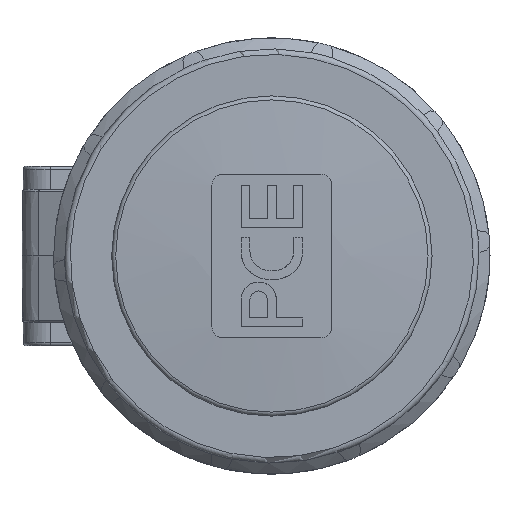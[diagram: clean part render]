
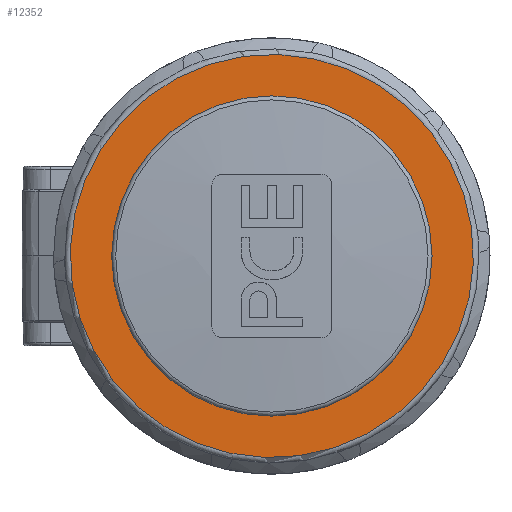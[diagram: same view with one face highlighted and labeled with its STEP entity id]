
A CAD part, left-side view. The second image highlights one B-rep face of the part: STEP entity #12352.
In plain terms, the highlighted planar face has unit normal (-1, 0, 0).
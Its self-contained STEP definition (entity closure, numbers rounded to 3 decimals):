
#663 = CARTESIAN_POINT ( 'NONE',  ( -8.7, 19.342, -30.954 ) ) ;
#795 = CARTESIAN_POINT ( 'NONE',  ( -8.7, -29., 0. ) ) ;
#1139 = FACE_BOUND ( 'NONE', #36589, .T. ) ;
#1359 = CARTESIAN_POINT ( 'NONE',  ( -8.7, 0., 0. ) ) ;
#4527 = DIRECTION ( 'NONE',  ( 0., -1., 0. ) ) ;
#4937 = DIRECTION ( 'NONE',  ( -1., 0., 0. ) ) ;
#10589 = VERTEX_POINT ( 'NONE', #795 ) ;
#11085 = PLANE ( 'NONE',  #23894 ) ;
#12352 = ADVANCED_FACE ( 'NONE', ( #1139, #24007 ), #11085, .T. ) ;
#13452 = CARTESIAN_POINT ( 'NONE',  ( -8.7, 0., 0. ) ) ;
#14293 = AXIS2_PLACEMENT_3D ( 'NONE', #13452, #34953, #16582 ) ;
#15547 = CIRCLE ( 'NONE', #28132, 29. ) ;
#16582 = DIRECTION ( 'NONE',  ( 0., 0.53, -0.848 ) ) ;
#16986 = EDGE_CURVE ( 'NONE', #37065, #37065, #31958, .T. ) ;
#20333 = CARTESIAN_POINT ( 'NONE',  ( -8.7, -24.085, -15.05 ) ) ;
#23133 = DIRECTION ( 'NONE',  ( 1., 0., 0. ) ) ;
#23894 = AXIS2_PLACEMENT_3D ( 'NONE', #20333, #4937, #26610 ) ;
#24007 = FACE_OUTER_BOUND ( 'NONE', #33087, .T. ) ;
#26249 = ORIENTED_EDGE ( 'NONE', *, *, #38285, .T. ) ;
#26610 = DIRECTION ( 'NONE',  ( 0., 0.53, -0.848 ) ) ;
#28132 = AXIS2_PLACEMENT_3D ( 'NONE', #1359, #23133, #4527 ) ;
#31958 = CIRCLE ( 'NONE', #14293, 36.5 ) ;
#33087 = EDGE_LOOP ( 'NONE', ( #36935 ) ) ;
#34953 = DIRECTION ( 'NONE',  ( -1., 0., 0. ) ) ;
#36589 = EDGE_LOOP ( 'NONE', ( #26249 ) ) ;
#36935 = ORIENTED_EDGE ( 'NONE', *, *, #16986, .T. ) ;
#37065 = VERTEX_POINT ( 'NONE', #663 ) ;
#38285 = EDGE_CURVE ( 'NONE', #10589, #10589, #15547, .T. ) ;
